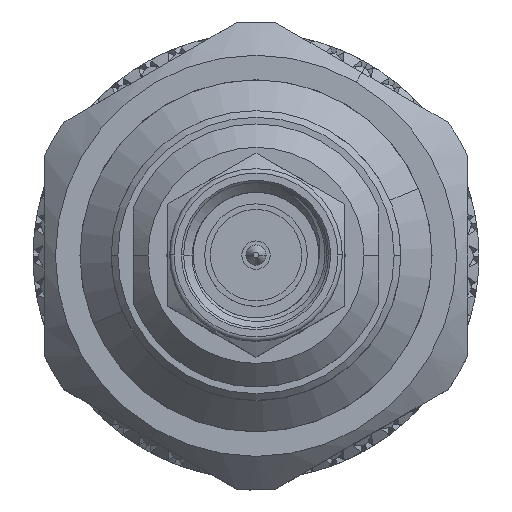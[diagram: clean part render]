
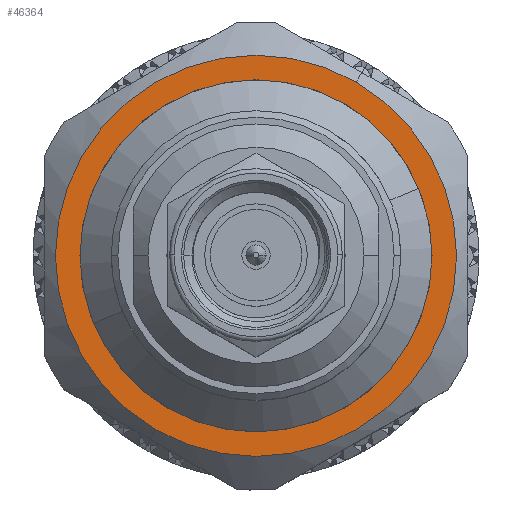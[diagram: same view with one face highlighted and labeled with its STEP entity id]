
A CAD part, top view. The second image highlights one B-rep face of the part: STEP entity #46364.
In plain terms, the highlighted face is planar.
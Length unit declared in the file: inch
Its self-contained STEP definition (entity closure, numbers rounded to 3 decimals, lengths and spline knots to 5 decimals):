
#197 = CARTESIAN_POINT ( 'NONE',  ( 0., 0., 0. ) ) ;
#2910 = DIRECTION ( 'NONE',  ( -1., 0., 0. ) ) ;
#4427 = DIRECTION ( 'NONE',  ( -1., 0., 0. ) ) ;
#4930 = CARTESIAN_POINT ( 'NONE',  ( 0.31102, 0., 0. ) ) ;
#5825 = DIRECTION ( 'NONE',  ( 0., 0., -1. ) ) ;
#7957 = EDGE_CURVE ( 'NONE', #44112, #41189, #47828, .T. ) ;
#10193 = DIRECTION ( 'NONE',  ( 1., 0., 0. ) ) ;
#10747 = VERTEX_POINT ( 'NONE', #25686 ) ;
#12039 = DIRECTION ( 'NONE',  ( 1., 0., 0. ) ) ;
#13419 = CARTESIAN_POINT ( 'NONE',  ( 0., 0., 0. ) ) ;
#14048 = CARTESIAN_POINT ( 'NONE',  ( 0., 0., 0. ) ) ;
#16457 = VERTEX_POINT ( 'NONE', #4930 ) ;
#18425 = CARTESIAN_POINT ( 'NONE',  ( 0., 0., 0. ) ) ;
#18850 = DIRECTION ( 'NONE',  ( 0., 0., -1. ) ) ;
#19643 = ORIENTED_EDGE ( 'NONE', *, *, #27069, .F. ) ;
#20934 = EDGE_CURVE ( 'NONE', #16457, #10747, #41976, .T. ) ;
#22256 = FACE_BOUND ( 'NONE', #41163, .T. ) ;
#22485 = AXIS2_PLACEMENT_3D ( 'NONE', #13419, #39632, #4427 ) ;
#24592 = DIRECTION ( 'NONE',  ( 0., 0., -1. ) ) ;
#25686 = CARTESIAN_POINT ( 'NONE',  ( -0.31102, 0., 0. ) ) ;
#25698 = CIRCLE ( 'NONE', #22485, 0.31102 ) ;
#26112 = FACE_OUTER_BOUND ( 'NONE', #26740, .T. ) ;
#26740 = EDGE_LOOP ( 'NONE', ( #42073, #49317 ) ) ;
#27069 = EDGE_CURVE ( 'NONE', #10747, #16457, #25698, .T. ) ;
#28265 = CARTESIAN_POINT ( 'NONE',  ( 0.35433, 0., 0. ) ) ;
#30800 = CIRCLE ( 'NONE', #46415, 0.35433 ) ;
#32165 = ORIENTED_EDGE ( 'NONE', *, *, #20934, .F. ) ;
#34085 = DIRECTION ( 'NONE',  ( 0., 0., 1. ) ) ;
#35381 = AXIS2_PLACEMENT_3D ( 'NONE', #38121, #18850, #2910 ) ;
#35383 = EDGE_CURVE ( 'NONE', #41189, #44112, #30800, .T. ) ;
#36335 = AXIS2_PLACEMENT_3D ( 'NONE', #197, #24592, #12039 ) ;
#37951 = PLANE ( 'NONE',  #38194 ) ;
#38121 = CARTESIAN_POINT ( 'NONE',  ( 0., 0., 0. ) ) ;
#38194 = AXIS2_PLACEMENT_3D ( 'NONE', #18425, #34085, #49768 ) ;
#39632 = DIRECTION ( 'NONE',  ( 0., 0., -1. ) ) ;
#41163 = EDGE_LOOP ( 'NONE', ( #19643, #32165 ) ) ;
#41189 = VERTEX_POINT ( 'NONE', #43964 ) ;
#41976 = CIRCLE ( 'NONE', #35381, 0.31102 ) ;
#42073 = ORIENTED_EDGE ( 'NONE', *, *, #7957, .T. ) ;
#43964 = CARTESIAN_POINT ( 'NONE',  ( -0.35433, 0., 0. ) ) ;
#44112 = VERTEX_POINT ( 'NONE', #28265 ) ;
#46364 = ADVANCED_FACE ( 'NONE', ( #26112, #22256 ), #37951, .F. ) ;
#46415 = AXIS2_PLACEMENT_3D ( 'NONE', #14048, #5825, #10193 ) ;
#47828 = CIRCLE ( 'NONE', #36335, 0.35433 ) ;
#49317 = ORIENTED_EDGE ( 'NONE', *, *, #35383, .T. ) ;
#49768 = DIRECTION ( 'NONE',  ( 1., 0., 0. ) ) ;
